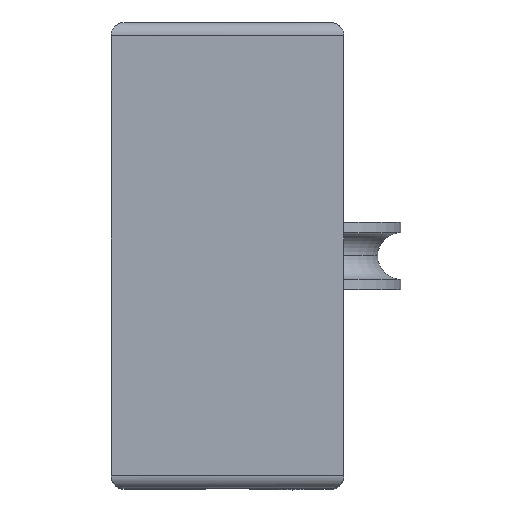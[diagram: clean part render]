
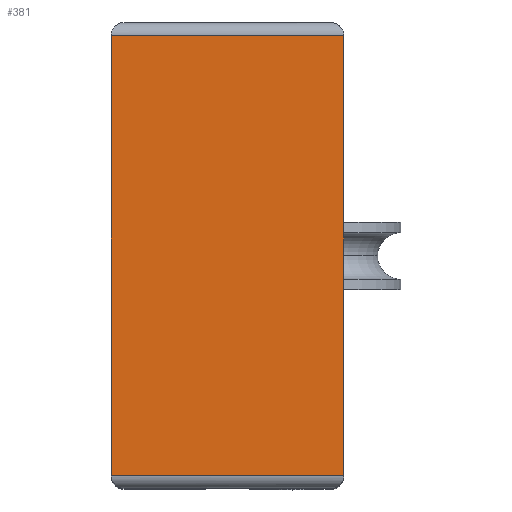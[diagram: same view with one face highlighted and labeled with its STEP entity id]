
A CAD part, top view. The second image highlights one B-rep face of the part: STEP entity #381.
In plain terms, the highlighted planar face has unit normal (0, 0, 1).
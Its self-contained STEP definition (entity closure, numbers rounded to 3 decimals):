
#381=ADVANCED_FACE('',(#915),#916,.T.);
#915=FACE_OUTER_BOUND('',#1644,.T.);
#916=PLANE('',#1645);
#1644=EDGE_LOOP('',(#2484,#2485,#2486,#2487));
#1645=AXIS2_PLACEMENT_3D('',#2488,#2489,#2490);
#2484=ORIENTED_EDGE('',*,*,#4624,.T.);
#2485=ORIENTED_EDGE('',*,*,#4647,.F.);
#2486=ORIENTED_EDGE('',*,*,#4648,.T.);
#2487=ORIENTED_EDGE('',*,*,#4645,.T.);
#2488=CARTESIAN_POINT('',(45.0,45.0,93.0));
#2489=DIRECTION('',(0.0,-0.0,1.0));
#2490=DIRECTION('',(0.0,1.0,0.0));
#4624=EDGE_CURVE('',#5546,#5554,#5563,.T.);
#4645=EDGE_CURVE('',#5580,#5546,#5592,.T.);
#4647=EDGE_CURVE('',#5585,#5554,#5594,.T.);
#4648=EDGE_CURVE('',#5585,#5580,#5595,.T.);
#5546=VERTEX_POINT('',#6917);
#5554=VERTEX_POINT('',#6927);
#5563=LINE('',#6938,#6939);
#5580=VERTEX_POINT('',#6962);
#5585=VERTEX_POINT('',#6968);
#5592=LINE('',#6978,#6979);
#5594=LINE('',#6981,#6982);
#5595=LINE('',#6983,#6984);
#6917=CARTESIAN_POINT('',(0.0,87.5,93.0));
#6927=CARTESIAN_POINT('',(0.0,2.5,93.0));
#6938=CARTESIAN_POINT('',(0.0,2.5,93.0));
#6939=VECTOR('',#9009,1.0);
#6962=CARTESIAN_POINT('',(45.0,87.5,93.0));
#6968=CARTESIAN_POINT('',(45.0,2.5,93.0));
#6978=CARTESIAN_POINT('',(45.0,87.5,93.0));
#6979=VECTOR('',#9032,1.0);
#6981=CARTESIAN_POINT('',(45.0,2.5,93.0));
#6982=VECTOR('',#9033,1.0);
#6983=CARTESIAN_POINT('',(45.0,2.5,93.0));
#6984=VECTOR('',#9034,1.0);
#9009=DIRECTION('',(-0.0,-1.0,-0.0));
#9032=DIRECTION('',(-1.0,0.0,0.0));
#9033=DIRECTION('',(-1.0,0.0,0.0));
#9034=DIRECTION('',(0.0,1.0,0.0));
